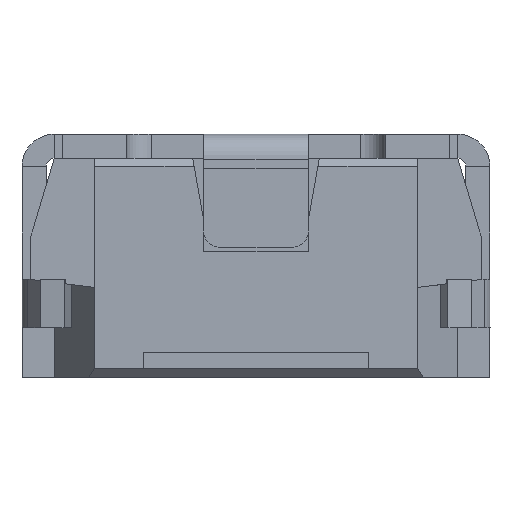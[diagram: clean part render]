
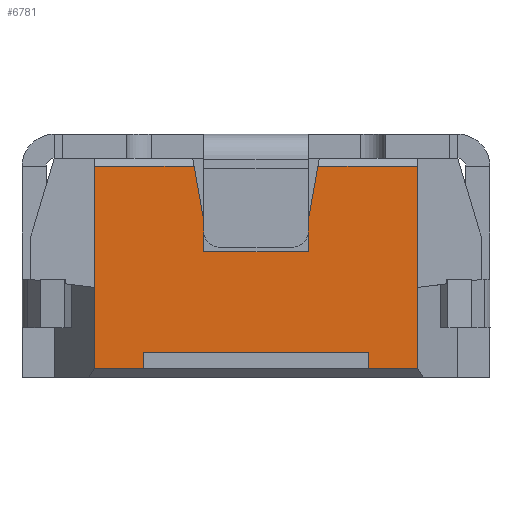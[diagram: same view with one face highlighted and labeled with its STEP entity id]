
A CAD part, left-side view. The second image highlights one B-rep face of the part: STEP entity #6781.
In plain terms, the highlighted planar face has unit normal (-1, 0, 0).
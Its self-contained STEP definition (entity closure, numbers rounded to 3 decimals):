
#101 = CARTESIAN_POINT ( 'NONE',  ( -1.95, 0.98, -0.325 ) ) ;
#102 = DIRECTION ( 'NONE',  ( 0., 1., 0. ) ) ;
#103 = VECTOR ( 'NONE', #102, 1000. ) ;
#104 = CARTESIAN_POINT ( 'NONE',  ( -1.95, 0.91, -0.325 ) ) ;
#105 = LINE ( 'NONE', #104, #103 ) ;
#143 = CARTESIAN_POINT ( 'NONE',  ( -1.95, 0.06, -1. ) ) ;
#148 = CARTESIAN_POINT ( 'NONE',  ( -1.95, 0.91, -0.325 ) ) ;
#449 = CARTESIAN_POINT ( 'NONE',  ( -1.95, 1.31, 0.383 ) ) ;
#491 = CARTESIAN_POINT ( 'NONE',  ( -1.95, 0.78, 0.325 ) ) ;
#497 = DIRECTION ( 'NONE',  ( 0., 1., 0. ) ) ;
#498 = VECTOR ( 'NONE', #497, 1000. ) ;
#499 = CARTESIAN_POINT ( 'NONE',  ( -1.95, 0.78, 0.7 ) ) ;
#500 = LINE ( 'NONE', #499, #498 ) ;
#501 = DIRECTION ( 'NONE',  ( 0., 0., -1. ) ) ;
#502 = VECTOR ( 'NONE', #501, 1000. ) ;
#503 = CARTESIAN_POINT ( 'NONE',  ( -1.95, 0.06, -1. ) ) ;
#504 = LINE ( 'NONE', #503, #502 ) ;
#506 = CARTESIAN_POINT ( 'NONE',  ( -1.95, 0.16, 0.7 ) ) ;
#518 = DIRECTION ( 'NONE',  ( 0., 0.985, -0.174 ) ) ;
#519 = VECTOR ( 'NONE', #518, 1000. ) ;
#520 = CARTESIAN_POINT ( 'NONE',  ( -1.95, 0.98, -0.325 ) ) ;
#521 = LINE ( 'NONE', #520, #519 ) ;
#527 = DIRECTION ( 'NONE',  ( 0., 0., 1. ) ) ;
#528 = VECTOR ( 'NONE', #527, 1000. ) ;
#529 = CARTESIAN_POINT ( 'NONE',  ( -1.95, 1.31, -1.25 ) ) ;
#530 = LINE ( 'NONE', #529, #528 ) ;
#535 = DIRECTION ( 'NONE',  ( 0., -1., 0. ) ) ;
#536 = VECTOR ( 'NONE', #535, 1000. ) ;
#537 = CARTESIAN_POINT ( 'NONE',  ( -1.95, 1.36, 0.325 ) ) ;
#538 = LINE ( 'NONE', #537, #536 ) ;
#553 = FACE_OUTER_BOUND ( 'NONE', #6784, .T. ) ;
#554 = DIRECTION ( 'NONE',  ( 0., -1., 0. ) ) ;
#555 = VECTOR ( 'NONE', #554, 1000. ) ;
#556 = CARTESIAN_POINT ( 'NONE',  ( -1.95, 1.36, -0.325 ) ) ;
#557 = LINE ( 'NONE', #556, #555 ) ;
#564 = CARTESIAN_POINT ( 'NONE',  ( -1.95, 0.06, -0.7 ) ) ;
#565 = CARTESIAN_POINT ( 'NONE',  ( -1.95, 1.31, -1. ) ) ;
#566 = DIRECTION ( 'NONE',  ( 0., -1., 0. ) ) ;
#567 = VECTOR ( 'NONE', #566, 1000. ) ;
#568 = CARTESIAN_POINT ( 'NONE',  ( -1.95, 0.56, -1. ) ) ;
#569 = LINE ( 'NONE', #568, #567 ) ;
#585 = DIRECTION ( 'NONE',  ( 0., 0., 1. ) ) ;
#586 = VECTOR ( 'NONE', #585, 1000. ) ;
#587 = CARTESIAN_POINT ( 'NONE',  ( -1.95, 0.16, -1.25 ) ) ;
#588 = LINE ( 'NONE', #587, #586 ) ;
#589 = DIRECTION ( 'NONE',  ( 0., 0.985, 0.174 ) ) ;
#590 = VECTOR ( 'NONE', #589, 1000. ) ;
#591 = CARTESIAN_POINT ( 'NONE',  ( -1.95, 0.98, 0.325 ) ) ;
#592 = LINE ( 'NONE', #591, #590 ) ;
#593 = CARTESIAN_POINT ( 'NONE',  ( -1.95, 0.16, -0.7 ) ) ;
#594 = DIRECTION ( 'NONE',  ( 0., -1., 0. ) ) ;
#595 = VECTOR ( 'NONE', #594, 1000. ) ;
#596 = CARTESIAN_POINT ( 'NONE',  ( -1.95, 0.78, -0.7 ) ) ;
#597 = LINE ( 'NONE', #596, #595 ) ;
#598 = DIRECTION ( 'NONE',  ( 0., -1., 0. ) ) ;
#599 = DIRECTION ( 'NONE',  ( 1., 0., 0. ) ) ;
#600 = CARTESIAN_POINT ( 'NONE',  ( -1.95, 0.91, -0.225 ) ) ;
#601 = AXIS2_PLACEMENT_3D ( 'NONE', #600, #599, #598 ) ;
#602 = PLANE ( 'NONE',  #601 ) ;
#606 = DIRECTION ( 'NONE',  ( 0., 0., -1. ) ) ;
#607 = VECTOR ( 'NONE', #606, 1000. ) ;
#608 = CARTESIAN_POINT ( 'NONE',  ( -1.95, 0.06, -1. ) ) ;
#609 = LINE ( 'NONE', #608, #607 ) ;
#610 = DIRECTION ( 'NONE',  ( 0., 0., -1. ) ) ;
#611 = VECTOR ( 'NONE', #610, 1000. ) ;
#612 = CARTESIAN_POINT ( 'NONE',  ( -1.95, 0.78, -1.25 ) ) ;
#613 = LINE ( 'NONE', #612, #611 ) ;
#614 = CARTESIAN_POINT ( 'NONE',  ( -1.95, 0.78, -0.325 ) ) ;
#626 = CARTESIAN_POINT ( 'NONE',  ( -1.95, 0.06, 1. ) ) ;
#627 = CARTESIAN_POINT ( 'NONE',  ( -1.95, 1.31, -0.383 ) ) ;
#655 = CARTESIAN_POINT ( 'NONE',  ( -1.95, 1.31, 1. ) ) ;
#660 = CARTESIAN_POINT ( 'NONE',  ( -1.95, 0.06, 0.7 ) ) ;
#707 = DIRECTION ( 'NONE',  ( 0., 0., -1. ) ) ;
#708 = VECTOR ( 'NONE', #707, 1000. ) ;
#709 = CARTESIAN_POINT ( 'NONE',  ( -1.95, 1.31, 1.25 ) ) ;
#710 = LINE ( 'NONE', #709, #708 ) ;
#902 = DIRECTION ( 'NONE',  ( 0., -1., 0. ) ) ;
#903 = VECTOR ( 'NONE', #902, 1000. ) ;
#904 = CARTESIAN_POINT ( 'NONE',  ( -1.95, 0.56, 1. ) ) ;
#905 = LINE ( 'NONE', #904, #903 ) ;
#5976 = VERTEX_POINT ( 'NONE', #9674 ) ;
#5977 = VERTEX_POINT ( 'NONE', #9663 ) ;
#6006 = EDGE_CURVE ( 'NONE', #5976, #5977, #9498, .T. ) ;
#6544 = EDGE_CURVE ( 'NONE', #6568, #6545, #105, .T. ) ;
#6545 = VERTEX_POINT ( 'NONE', #101 ) ;
#6568 = VERTEX_POINT ( 'NONE', #148 ) ;
#6572 = VERTEX_POINT ( 'NONE', #143 ) ;
#6729 = ORIENTED_EDGE ( 'NONE', *, *, #6006, .T. ) ;
#6732 = VERTEX_POINT ( 'NONE', #449 ) ;
#6736 = ORIENTED_EDGE ( 'NONE', *, *, #6788, .F. ) ;
#6737 = VERTEX_POINT ( 'NONE', #506 ) ;
#6740 = ORIENTED_EDGE ( 'NONE', *, *, #6742, .F. ) ;
#6741 = EDGE_CURVE ( 'NONE', #6808, #6822, #504, .T. ) ;
#6742 = EDGE_CURVE ( 'NONE', #6822, #6737, #500, .T. ) ;
#6745 = ORIENTED_EDGE ( 'NONE', *, *, #6754, .T. ) ;
#6746 = VERTEX_POINT ( 'NONE', #491 ) ;
#6754 = EDGE_CURVE ( 'NONE', #5977, #6746, #538, .T. ) ;
#6758 = ORIENTED_EDGE ( 'NONE', *, *, #6741, .F. ) ;
#6760 = EDGE_CURVE ( 'NONE', #6772, #6807, #530, .T. ) ;
#6761 = ORIENTED_EDGE ( 'NONE', *, *, #6799, .T. ) ;
#6767 = EDGE_CURVE ( 'NONE', #6545, #6807, #521, .T. ) ;
#6768 = ORIENTED_EDGE ( 'NONE', *, *, #6760, .F. ) ;
#6771 = EDGE_CURVE ( 'NONE', #6772, #6572, #569, .T. ) ;
#6772 = VERTEX_POINT ( 'NONE', #565 ) ;
#6774 = ORIENTED_EDGE ( 'NONE', *, *, #6803, .F. ) ;
#6775 = VERTEX_POINT ( 'NONE', #564 ) ;
#6776 = ORIENTED_EDGE ( 'NONE', *, *, #6778, .F. ) ;
#6778 = EDGE_CURVE ( 'NONE', #6568, #6798, #557, .T. ) ;
#6780 = ORIENTED_EDGE ( 'NONE', *, *, #6767, .T. ) ;
#6781 = ADVANCED_FACE ( 'NONE', ( #553 ), #602, .F. ) ;
#6782 = EDGE_CURVE ( 'NONE', #6783, #6775, #597, .T. ) ;
#6783 = VERTEX_POINT ( 'NONE', #593 ) ;
#6784 = EDGE_LOOP ( 'NONE', ( #6736, #6729, #6745, #6761, #6776, #6801, #6780, #6768, #6800, #6774, #6790, #6797, #6740, #6758, #6821, #6877 ) ) ;
#6788 = EDGE_CURVE ( 'NONE', #5976, #6732, #592, .T. ) ;
#6790 = ORIENTED_EDGE ( 'NONE', *, *, #6782, .F. ) ;
#6791 = EDGE_CURVE ( 'NONE', #6783, #6737, #588, .T. ) ;
#6797 = ORIENTED_EDGE ( 'NONE', *, *, #6791, .T. ) ;
#6798 = VERTEX_POINT ( 'NONE', #614 ) ;
#6799 = EDGE_CURVE ( 'NONE', #6746, #6798, #613, .T. ) ;
#6800 = ORIENTED_EDGE ( 'NONE', *, *, #6771, .T. ) ;
#6801 = ORIENTED_EDGE ( 'NONE', *, *, #6544, .T. ) ;
#6803 = EDGE_CURVE ( 'NONE', #6775, #6572, #609, .T. ) ;
#6807 = VERTEX_POINT ( 'NONE', #627 ) ;
#6808 = VERTEX_POINT ( 'NONE', #626 ) ;
#6821 = ORIENTED_EDGE ( 'NONE', *, *, #6907, .F. ) ;
#6822 = VERTEX_POINT ( 'NONE', #660 ) ;
#6825 = VERTEX_POINT ( 'NONE', #655 ) ;
#6826 = EDGE_CURVE ( 'NONE', #6825, #6732, #710, .T. ) ;
#6877 = ORIENTED_EDGE ( 'NONE', *, *, #6826, .T. ) ;
#6907 = EDGE_CURVE ( 'NONE', #6825, #6808, #905, .T. ) ;
#9497 = CARTESIAN_POINT ( 'NONE',  ( -1.95, 0.91, 0.325 ) ) ;
#9498 = LINE ( 'NONE', #9497, #9515 ) ;
#9514 = DIRECTION ( 'NONE',  ( 0., -1., 0. ) ) ;
#9515 = VECTOR ( 'NONE', #9514, 1000. ) ;
#9663 = CARTESIAN_POINT ( 'NONE',  ( -1.95, 0.91, 0.325 ) ) ;
#9674 = CARTESIAN_POINT ( 'NONE',  ( -1.95, 0.98, 0.325 ) ) ;
